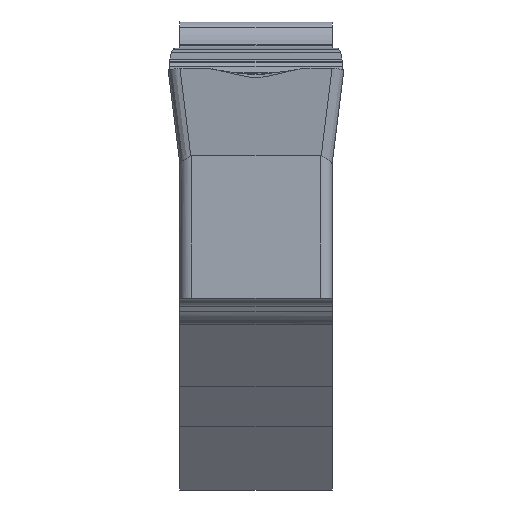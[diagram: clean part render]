
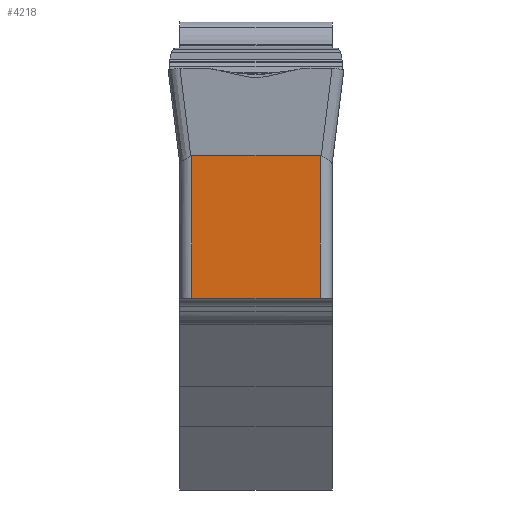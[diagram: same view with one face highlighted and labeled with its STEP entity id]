
A CAD part, front view. The second image highlights one B-rep face of the part: STEP entity #4218.
In plain terms, the highlighted planar face has unit normal (0, -0.999, -0.035).
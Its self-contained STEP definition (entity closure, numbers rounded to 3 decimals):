
#1100=DIRECTION('',(-1.,0.,0.));
#1101=VECTOR('',#1100,2.2);
#1102=CARTESIAN_POINT('',(1.1,0.267,-3.924));
#1103=LINE('',#1102,#1101);
#1153=DIRECTION('',(0.,0.035,-0.999));
#1154=VECTOR('',#1153,2.445);
#1155=CARTESIAN_POINT('',(1.1,0.182,-1.48));
#1156=LINE('',#1155,#1154);
#1168=DIRECTION('',(-1.,0.,0.));
#1169=VECTOR('',#1168,2.2);
#1170=CARTESIAN_POINT('',(1.1,0.182,-1.48));
#1171=LINE('',#1170,#1169);
#1190=DIRECTION('',(0.,-0.035,0.999));
#1191=VECTOR('',#1190,2.445);
#1192=CARTESIAN_POINT('',(-1.1,0.267,-3.924));
#1193=LINE('',#1192,#1191);
#1679=CARTESIAN_POINT('',(-1.1,0.267,-3.924));
#1680=VERTEX_POINT('',#1679);
#1681=CARTESIAN_POINT('',(-1.1,0.182,-1.48));
#1682=VERTEX_POINT('',#1681);
#1684=CARTESIAN_POINT('',(1.1,0.182,-1.48));
#1685=VERTEX_POINT('',#1684);
#1686=CARTESIAN_POINT('',(1.1,0.267,-3.924));
#1687=VERTEX_POINT('',#1686);
#4206=CARTESIAN_POINT('',(-1.1,0.108,0.628));
#4207=DIRECTION('',(0.,-0.999,-0.035));
#4208=DIRECTION('',(-1.,0.,0.));
#4209=AXIS2_PLACEMENT_3D('',#4206,#4207,#4208);
#4210=PLANE('',#4209);
#4211=ORIENTED_EDGE('',*,*,#4187,.T.);
#4212=ORIENTED_EDGE('',*,*,#4068,.T.);
#4214=ORIENTED_EDGE('',*,*,#4213,.T.);
#4215=ORIENTED_EDGE('',*,*,#1801,.F.);
#4216=EDGE_LOOP('',(#4211,#4212,#4214,#4215));
#4217=FACE_OUTER_BOUND('',#4216,.F.);
#1801=EDGE_CURVE('',#1685,#1682,#1171,.T.);
#4068=EDGE_CURVE('',#1687,#1680,#1103,.T.);
#4187=EDGE_CURVE('',#1685,#1687,#1156,.T.);
#4213=EDGE_CURVE('',#1680,#1682,#1193,.T.);
#4218=ADVANCED_FACE('',(#4217),#4210,.T.);
